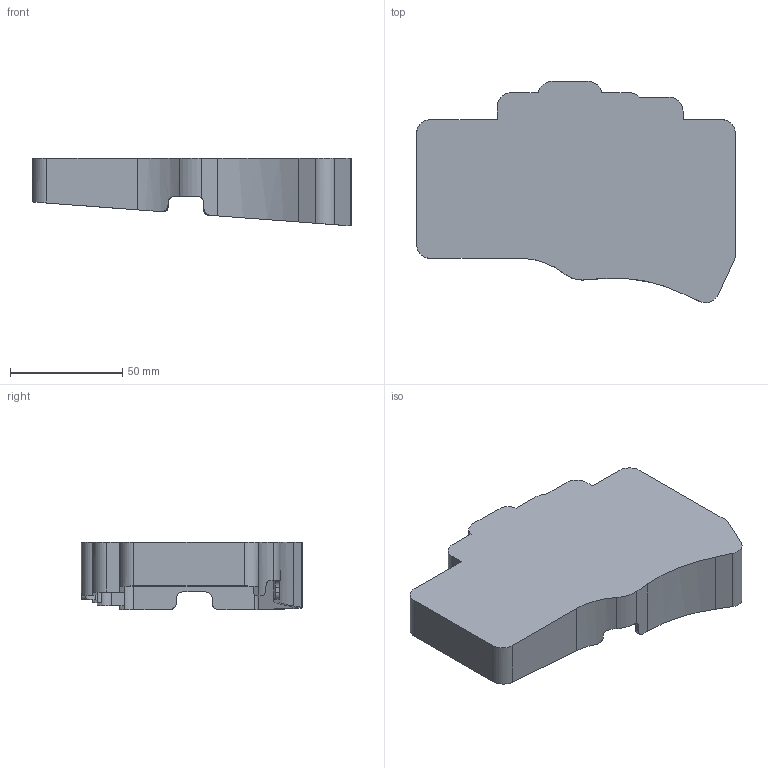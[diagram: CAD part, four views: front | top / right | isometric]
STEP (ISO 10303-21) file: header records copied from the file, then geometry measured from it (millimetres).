
FILE_DESCRIPTION(/* description */ (''),/* implementation_level */ '2;1');
FILE_NAME(/* name */ 'Cantor travel case v14.step',/* time_stamp */ '2025-10-07T20:41:58+02:00',/* author */ (''),/* organization */ (''),/* preprocessor_version */ 'ST-DEVELOPER v20.1',/* originating_system */ 'Autodesk Translation Framework v14.17.0.0',/* authorisation */ '');
FILE_SCHEMA (('AUTOMOTIVE_DESIGN { 1 0 10303 214 3 1 1 }'));
Length unit declared in the file: millimetre
Products named in the file (1): Cantor travel case
Bounding box: 141.95 x 98.46 x 30.21 mm (x, y, z)
Volume: 52397.5 mm3; surface area: 42049.4 mm2
Topology: 1 solids, 1 shells, 135 faces, 398 edges, 265 vertices
Faces by surface type: plane 69, cylinder 66
Entity records: 4623 total; most frequent: CARTESIAN_POINT 892, ORIENTED_EDGE 796, DIRECTION 785, EDGE_CURVE 398, VERTEX_POINT 265, AXIS2_PLACEMENT_3D 262, LINE 261, VECTOR 261
